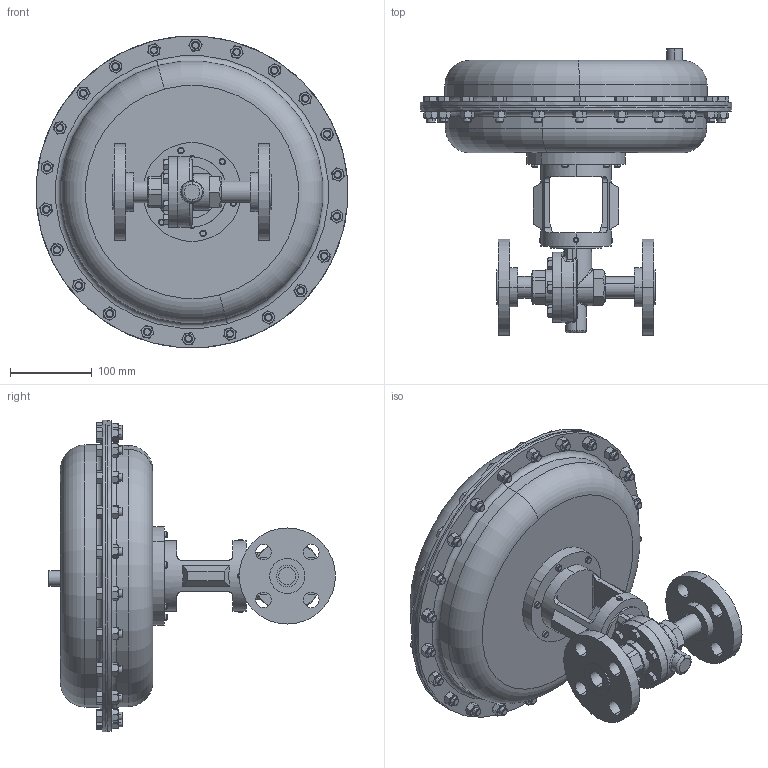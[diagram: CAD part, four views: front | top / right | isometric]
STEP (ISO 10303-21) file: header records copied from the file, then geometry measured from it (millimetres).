
FILE_DESCRIPTION (( 'STEP AP203' ), '1' );
FILE_NAME ('70-075-DI+BR-F3-85M.STEP', '2017-08-23T13:13:58', ( '' ), ( '' ), 'SwSTEP 2.0', 'SolidWorks 2014', '' );
FILE_SCHEMA (( 'CONFIG_CONTROL_DESIGN' ));
Length unit declared in the file: inch
Products named in the file (1): 70-075-DI+BR-F3-85M
Bounding box: 380.96 x 350.3 x 380.89 mm (x, y, z)
Volume: 10184935 mm3; surface area: 470116 mm2
Topology: 1 solids, 1 shells, 1137 faces, 2575 edges, 1542 vertices
Faces by surface type: cone 502, plane 453, cylinder 153, torus 18, bspline 8, sphere 3
Entity records: 35997 total; most frequent: CARTESIAN_POINT 11844, ORIENTED_EDGE 5150, DIRECTION 4715, EDGE_CURVE 2575, AXIS2_PLACEMENT_3D 1963, VERTEX_POINT 1542, EDGE_LOOP 1257, ADVANCED_FACE 1137
